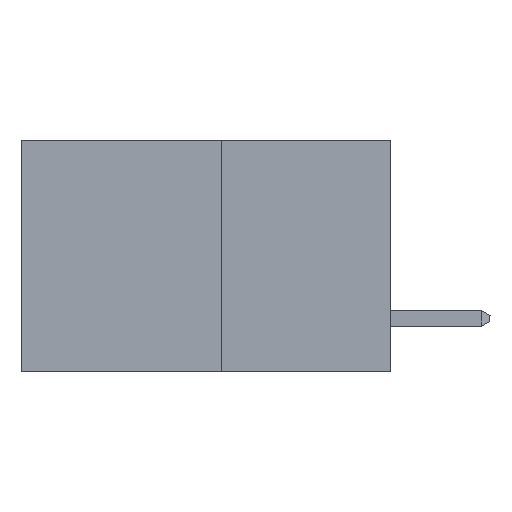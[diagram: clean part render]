
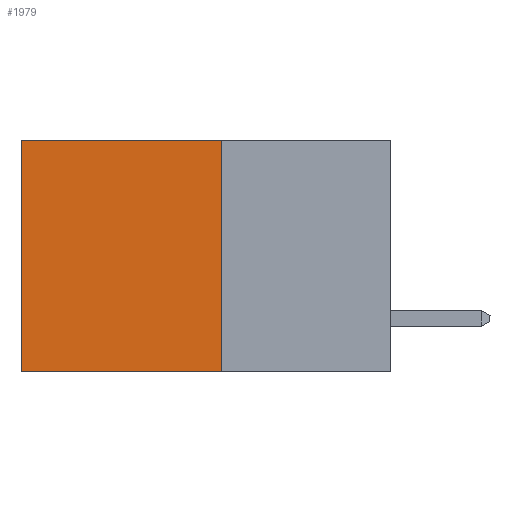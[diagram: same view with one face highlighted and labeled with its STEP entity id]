
A CAD part, left-side view. The second image highlights one B-rep face of the part: STEP entity #1979.
In plain terms, the highlighted planar face has unit normal (-1, 0, 0).
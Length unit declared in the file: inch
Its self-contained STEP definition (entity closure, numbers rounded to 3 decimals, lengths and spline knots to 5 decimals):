
#15 = DIRECTION ( 'NONE',  ( 1., 0., 0. ) ) ;
#35 = VERTEX_POINT ( 'NONE', #7960 ) ;
#1057 = EDGE_CURVE ( 'NONE', #10494, #8033, #9941, .T. ) ;
#1801 = PLANE ( 'NONE',  #6198 ) ;
#1943 = ORIENTED_EDGE ( 'NONE', *, *, #5761, .T. ) ;
#1979 = ADVANCED_FACE ( 'NONE', ( #7252 ), #1801, .F. ) ;
#2691 = DIRECTION ( 'NONE',  ( 0., 0., -1. ) ) ;
#3423 = EDGE_LOOP ( 'NONE', ( #1943, #5628, #10385, #11379 ) ) ;
#4077 = CARTESIAN_POINT ( 'NONE',  ( 0.277, 0.27, 0. ) ) ;
#4420 = VECTOR ( 'NONE', #12136, 39.37008 ) ;
#4806 = CARTESIAN_POINT ( 'NONE',  ( 0.277, 0.59, -0.37 ) ) ;
#5628 = ORIENTED_EDGE ( 'NONE', *, *, #7349, .F. ) ;
#5761 = EDGE_CURVE ( 'NONE', #35, #7245, #11813, .T. ) ;
#6198 = AXIS2_PLACEMENT_3D ( 'NONE', #8723, #15, #2691 ) ;
#6236 = DIRECTION ( 'NONE',  ( 0., 1., 0. ) ) ;
#6990 = DIRECTION ( 'NONE',  ( 0., 0., -1. ) ) ;
#7098 = CARTESIAN_POINT ( 'NONE',  ( 0.277, 0.59, -0.37 ) ) ;
#7245 = VERTEX_POINT ( 'NONE', #7098 ) ;
#7252 = FACE_OUTER_BOUND ( 'NONE', #3423, .T. ) ;
#7292 = VECTOR ( 'NONE', #9243, 39.37008 ) ;
#7349 = EDGE_CURVE ( 'NONE', #8033, #7245, #12214, .T. ) ;
#7388 = EDGE_CURVE ( 'NONE', #10494, #35, #9003, .T. ) ;
#7960 = CARTESIAN_POINT ( 'NONE',  ( 0.277, 0.59, 0. ) ) ;
#8033 = VERTEX_POINT ( 'NONE', #11152 ) ;
#8330 = CARTESIAN_POINT ( 'NONE',  ( 0.277, 0.27, 0. ) ) ;
#8723 = CARTESIAN_POINT ( 'NONE',  ( 0.277, 0.27, -0.37 ) ) ;
#9003 = LINE ( 'NONE', #8330, #11310 ) ;
#9233 = VECTOR ( 'NONE', #6990, 39.37008 ) ;
#9243 = DIRECTION ( 'NONE',  ( 0., 1., 0. ) ) ;
#9941 = LINE ( 'NONE', #11807, #4420 ) ;
#10251 = CARTESIAN_POINT ( 'NONE',  ( 0.277, 0.27, -0.37 ) ) ;
#10385 = ORIENTED_EDGE ( 'NONE', *, *, #1057, .F. ) ;
#10494 = VERTEX_POINT ( 'NONE', #4077 ) ;
#11152 = CARTESIAN_POINT ( 'NONE',  ( 0.277, 0.27, -0.37 ) ) ;
#11310 = VECTOR ( 'NONE', #6236, 39.37008 ) ;
#11379 = ORIENTED_EDGE ( 'NONE', *, *, #7388, .T. ) ;
#11807 = CARTESIAN_POINT ( 'NONE',  ( 0.277, 0.27, -0.37 ) ) ;
#11813 = LINE ( 'NONE', #4806, #9233 ) ;
#12136 = DIRECTION ( 'NONE',  ( 0., 0., -1. ) ) ;
#12214 = LINE ( 'NONE', #10251, #7292 ) ;
